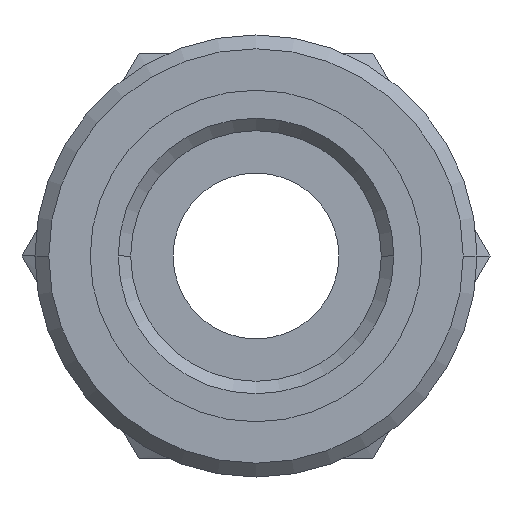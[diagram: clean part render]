
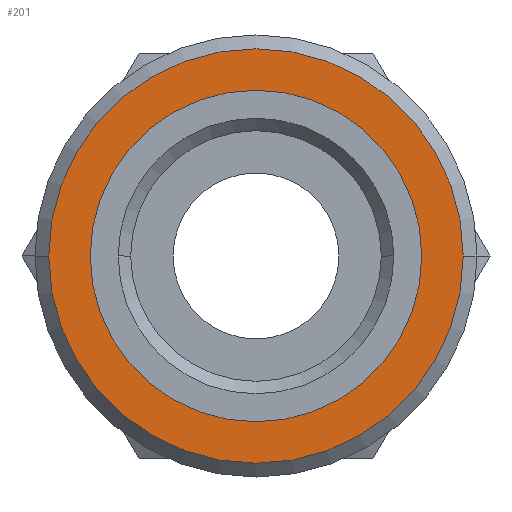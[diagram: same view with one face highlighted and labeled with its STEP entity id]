
A CAD part, front view. The second image highlights one B-rep face of the part: STEP entity #201.
In plain terms, the highlighted planar face has unit normal (0, -1, 0).
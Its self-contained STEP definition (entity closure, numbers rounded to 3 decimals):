
#201=ADVANCED_FACE('',(#418,#419),#420,.T.);
#418=FACE_BOUND('',#641,.T.);
#419=FACE_OUTER_BOUND('',#642,.T.);
#420=PLANE('',#643);
#641=EDGE_LOOP('',(#1135,#1136));
#642=EDGE_LOOP('',(#1137,#1138));
#643=AXIS2_PLACEMENT_3D('',#1139,#1140,#1141);
#1135=ORIENTED_EDGE('',*,*,#1380,.T.);
#1136=ORIENTED_EDGE('',*,*,#1443,.T.);
#1137=ORIENTED_EDGE('',*,*,#1410,.F.);
#1138=ORIENTED_EDGE('',*,*,#1408,.F.);
#1139=CARTESIAN_POINT('',(5.625,0.1,0.0));
#1140=DIRECTION('',(-0.0,-1.0,-0.0));
#1141=DIRECTION('',(-1.0,0.0,0.0));
#1380=EDGE_CURVE('',#1665,#1663,#1666,.T.);
#1408=EDGE_CURVE('',#1701,#1699,#1703,.T.);
#1410=EDGE_CURVE('',#1699,#1701,#1705,.T.);
#1443=EDGE_CURVE('',#1663,#1665,#1740,.T.);
#1663=VERTEX_POINT('',#2251);
#1665=VERTEX_POINT('',#2254);
#1666=CIRCLE('',#2255,9.0);
#1699=VERTEX_POINT('',#2293);
#1701=VERTEX_POINT('',#2296);
#1703=CIRCLE('',#2299,11.25);
#1705=CIRCLE('',#2301,11.25);
#1740=CIRCLE('',#2341,9.0);
#2251=CARTESIAN_POINT('',(9.0,0.1,0.));
#2254=CARTESIAN_POINT('',(-9.0,0.1,0.));
#2255=AXIS2_PLACEMENT_3D('',#2538,#2539,#2540);
#2293=CARTESIAN_POINT('',(11.25,0.1,0.0));
#2296=CARTESIAN_POINT('',(-11.25,0.1,0.));
#2299=AXIS2_PLACEMENT_3D('',#2581,#2582,#2583);
#2301=AXIS2_PLACEMENT_3D('',#2584,#2585,#2586);
#2341=AXIS2_PLACEMENT_3D('',#2625,#2626,#2627);
#2538=CARTESIAN_POINT('',(0.0,0.1,0.0));
#2539=DIRECTION('',(-0.0,1.0,0.0));
#2540=DIRECTION('',(1.0,0.0,0.0));
#2581=CARTESIAN_POINT('',(0.0,0.1,0.0));
#2582=DIRECTION('',(-0.0,1.0,0.0));
#2583=DIRECTION('',(1.0,0.0,0.0));
#2584=CARTESIAN_POINT('',(0.0,0.1,0.0));
#2585=DIRECTION('',(-0.0,1.0,0.0));
#2586=DIRECTION('',(1.0,0.0,0.0));
#2625=CARTESIAN_POINT('',(0.0,0.1,0.0));
#2626=DIRECTION('',(-0.0,1.0,0.0));
#2627=DIRECTION('',(1.0,0.0,0.0));
